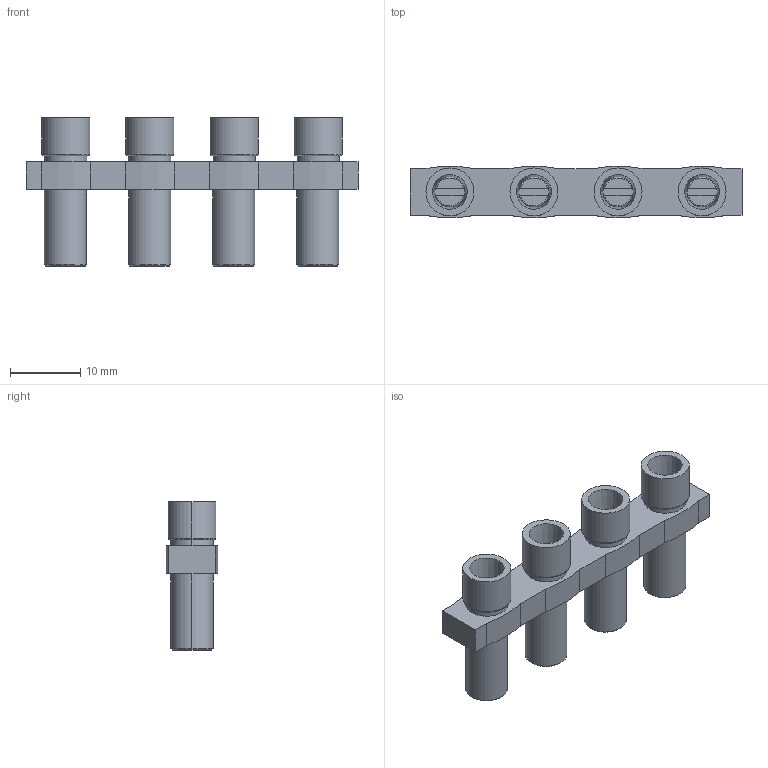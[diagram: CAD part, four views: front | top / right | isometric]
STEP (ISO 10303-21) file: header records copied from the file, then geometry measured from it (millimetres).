
FILE_DESCRIPTION (( 'STEP AP203' ), '1' );
FILE_NAME ('4''LÜ - MRK 16 ÜST KÖPRÜ VÝDALI.STEP', '2020-03-26T05:52:26', ( '' ), ( '' ), 'SwSTEP 2.0', 'SolidWorks 2011', '' );
FILE_SCHEMA (( 'CONFIG_CONTROL_DESIGN' ));
Length unit declared in the file: millimetre
Products named in the file (1): 4''LÜ - MRK 16 ÜST KÖPRÜ VÝDALI
Bounding box: 47.4 x 7.32 x 21.2 mm (x, y, z)
Volume: 3046.9 mm3; surface area: 3518.6 mm2
Topology: 1 solids, 5 shells, 196 faces, 452 edges, 296 vertices
Faces by surface type: cylinder 68, plane 68, bspline 36, cone 24
Entity records: 6201 total; most frequent: CARTESIAN_POINT 1745, DIRECTION 930, ORIENTED_EDGE 904, EDGE_CURVE 452, AXIS2_PLACEMENT_3D 393, VERTEX_POINT 296, EDGE_LOOP 234, CIRCLE 232
